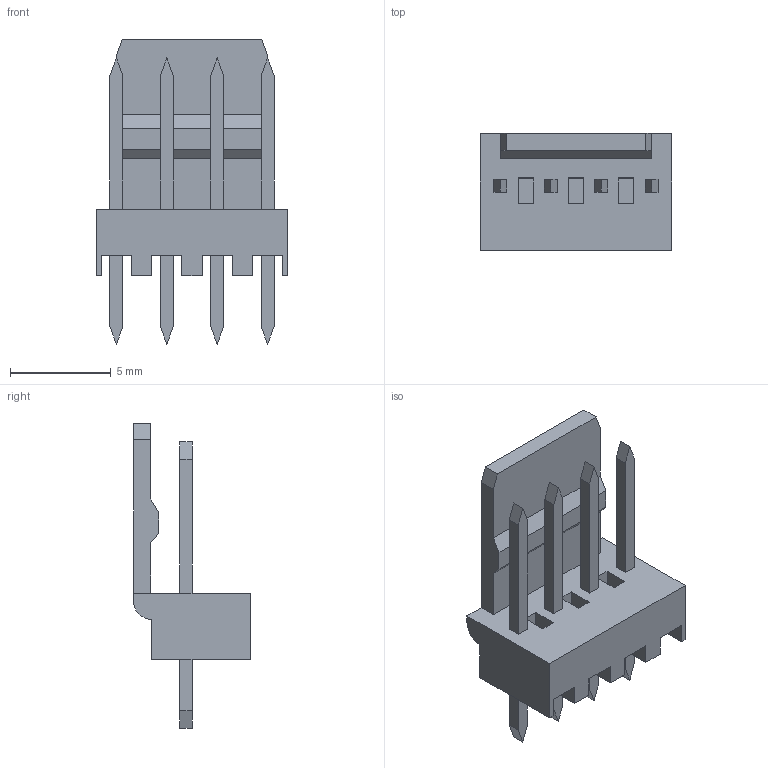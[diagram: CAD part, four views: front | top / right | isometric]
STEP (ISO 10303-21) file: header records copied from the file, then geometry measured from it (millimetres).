
FILE_DESCRIPTION(('FreeCAD Model'),'2;1');
FILE_NAME('_22041041_cp.step','2020-03-30T14:47:23',( 'kicad StepUp'),('ksu MCAD'),'Open CASCADE STEP processor 7.3', 'FreeCAD','Unknown');
FILE_SCHEMA(('AUTOMOTIVE_DESIGN { 1 0 10303 214 1 1 1 1 }'));
Length unit declared in the file: millimetre
Products named in the file (1): _22041041_cp
Bounding box: 9.5 x 5.8 x 15.1 mm (x, y, z)
Volume: 206.8 mm3; surface area: 499.1 mm2
Topology: 1 solids, 1 shells, 97 faces, 260 edges, 184 vertices
Faces by surface type: plane 96, cylinder 1
Entity records: 6947 total; most frequent: CARTESIAN_POINT 1046, DIRECTION 970, LINE 752, VECTOR 752, ORIENTED_EDGE 504, PCURVE 504, DEFINITIONAL_REPRESENTATION 504, EDGE_CURVE 252
